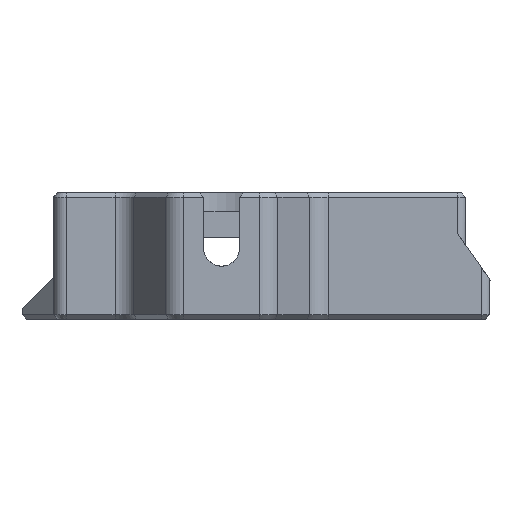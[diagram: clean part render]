
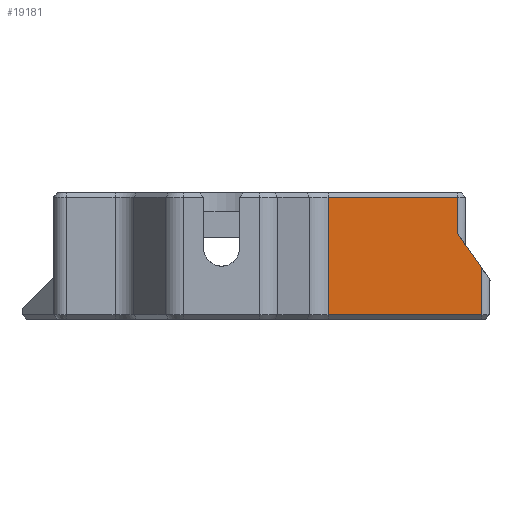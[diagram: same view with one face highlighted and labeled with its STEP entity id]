
A CAD part, left-side view. The second image highlights one B-rep face of the part: STEP entity #19181.
In plain terms, the highlighted planar face has unit normal (-1, 0, 0).
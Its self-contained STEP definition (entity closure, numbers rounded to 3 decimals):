
#2017=FACE_OUTER_BOUND('',#3159,.T.);
#3159=EDGE_LOOP('',(#14775,#14776,#14777,#14778,#14779,#14780));
#4738=LINE('',#30617,#6646);
#4764=LINE('',#30677,#6672);
#4766=LINE('',#30685,#6674);
#4767=LINE('',#30688,#6675);
#4768=LINE('',#30690,#6676);
#4769=LINE('',#30691,#6677);
#6646=VECTOR('',#24532,1000.);
#6672=VECTOR('',#24586,10.);
#6674=VECTOR('',#24598,10.);
#6675=VECTOR('',#24601,10.);
#6676=VECTOR('',#24602,10.);
#6677=VECTOR('',#24603,1000.);
#8724=VERTEX_POINT('',#30614);
#8725=VERTEX_POINT('',#30616);
#8744=VERTEX_POINT('',#30673);
#8745=VERTEX_POINT('',#30675);
#8747=VERTEX_POINT('',#30687);
#8748=VERTEX_POINT('',#30689);
#10862=EDGE_CURVE('',#8724,#8725,#4738,.T.);
#10893=EDGE_CURVE('',#8745,#8744,#4764,.T.);
#10897=EDGE_CURVE('',#8725,#8745,#4766,.T.);
#10898=EDGE_CURVE('',#8747,#8724,#4767,.T.);
#10899=EDGE_CURVE('',#8748,#8747,#4768,.T.);
#10900=EDGE_CURVE('',#8748,#8744,#4769,.T.);
#14775=ORIENTED_EDGE('',*,*,#10893,.F.);
#14776=ORIENTED_EDGE('',*,*,#10897,.F.);
#14777=ORIENTED_EDGE('',*,*,#10862,.F.);
#14778=ORIENTED_EDGE('',*,*,#10898,.F.);
#14779=ORIENTED_EDGE('',*,*,#10899,.F.);
#14780=ORIENTED_EDGE('',*,*,#10900,.T.);
#18439=PLANE('',#20836);
#19181=ADVANCED_FACE('',(#2017),#18439,.T.);
#20836=AXIS2_PLACEMENT_3D('',#30686,#24599,#24600);
#24532=DIRECTION('',(0.,-0.574,-0.819));
#24586=DIRECTION('',(0.,1.,0.));
#24598=DIRECTION('',(0.,0.,-1.));
#24599=DIRECTION('center_axis',(-1.,0.,0.));
#24600=DIRECTION('ref_axis',(0.,1.,0.));
#24601=DIRECTION('',(0.,0.,-1.));
#24602=DIRECTION('',(0.,-1.,0.));
#24603=DIRECTION('',(0.,0.,-1.));
#30614=CARTESIAN_POINT('',(198.082,-114.126,49.27));
#30616=CARTESIAN_POINT('',(198.082,-116.426,45.986));
#30617=CARTESIAN_POINT('',(198.082,-117.226,44.843));
#30673=CARTESIAN_POINT('',(198.082,-101.826,41.528));
#30675=CARTESIAN_POINT('',(198.082,-116.426,41.528));
#30677=CARTESIAN_POINT('',(198.082,-101.091,41.528));
#30685=CARTESIAN_POINT('',(198.082,-116.426,53.128));
#30686=CARTESIAN_POINT('Origin',(198.082,-101.091,53.128));
#30687=CARTESIAN_POINT('',(198.082,-114.126,52.728));
#30688=CARTESIAN_POINT('',(198.082,-114.126,50.628));
#30689=CARTESIAN_POINT('',(198.082,-101.826,52.728));
#30690=CARTESIAN_POINT('',(198.082,-101.091,52.728));
#30691=CARTESIAN_POINT('',(198.082,-101.826,53.128));
